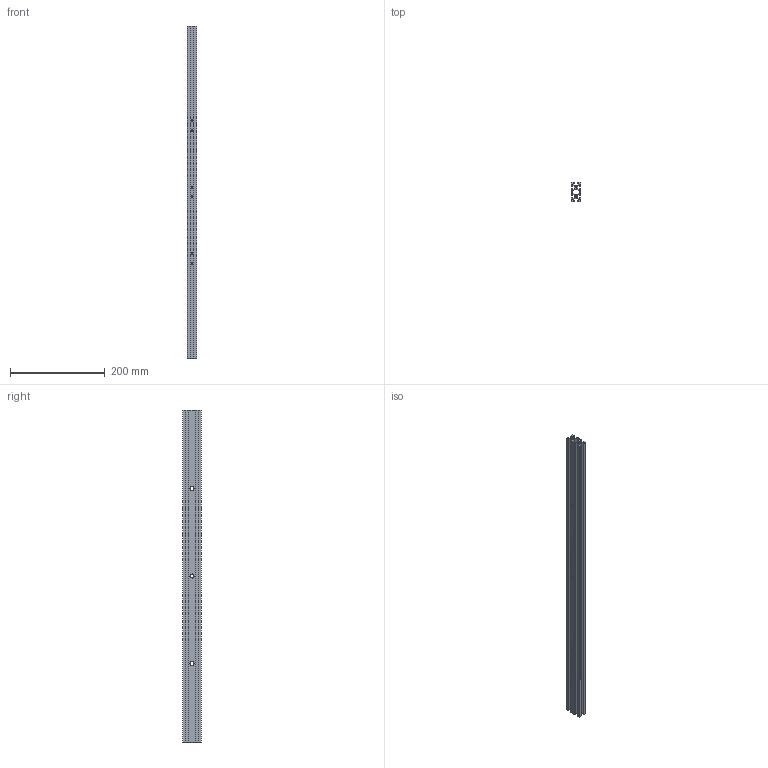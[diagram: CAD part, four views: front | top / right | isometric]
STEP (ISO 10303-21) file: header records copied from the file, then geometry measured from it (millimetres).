
FILE_DESCRIPTION (( 'STEP AP203' ), '1' );
FILE_NAME ('740mm V-slot_Default_sldprt.STEP', '2024-03-25T01:43:25', ( '' ), ( '' ), 'SwSTEP 2.0', 'SolidWorks 2023', '' );
FILE_SCHEMA (( 'CONFIG_CONTROL_DESIGN' ));
Length unit declared in the file: millimetre
Products named in the file (1): 740mm V-slot_Default_sldprt
Bounding box: 20 x 40 x 700 mm (x, y, z)
Volume: 223301.4 mm3; surface area: 220109.5 mm2
Topology: 1 solids, 1 shells, 220 faces, 732 edges, 460 vertices
Faces by surface type: plane 108, cylinder 100, cone 12
Entity records: 8101 total; most frequent: CARTESIAN_POINT 1845, ORIENTED_EDGE 1464, DIRECTION 1170, EDGE_CURVE 732, VERTEX_POINT 460, LINE 448, VECTOR 448, AXIS2_PLACEMENT_3D 361
